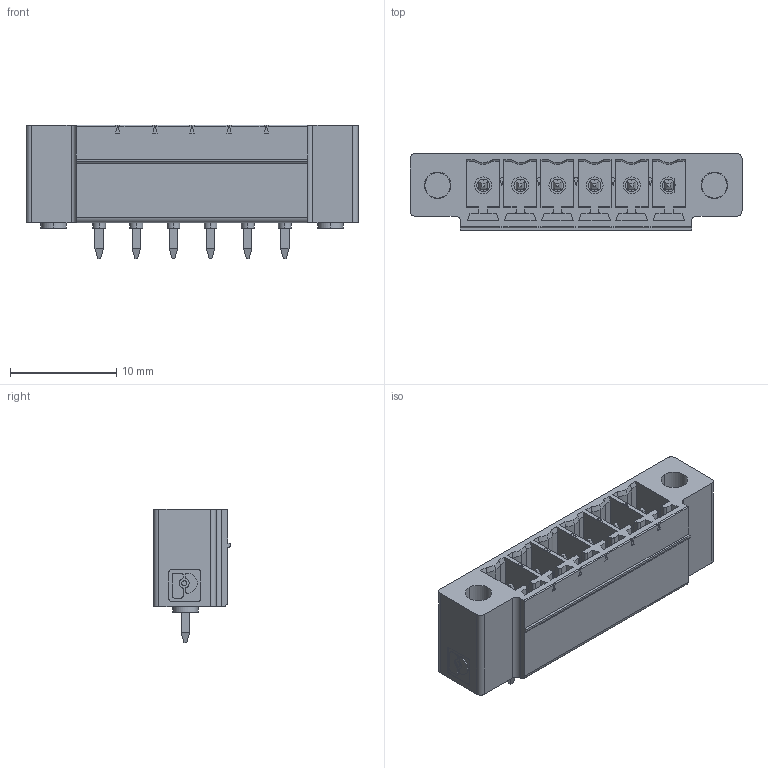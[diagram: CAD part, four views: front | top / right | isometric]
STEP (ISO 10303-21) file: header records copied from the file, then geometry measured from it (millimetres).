
FILE_DESCRIPTION(('FreeCAD Model'),'2;1');
FILE_NAME('mcv_1.5-6-gf-3.5.step','2017-10-30T11:38:31', ('kicad StepUp'),('ksu MCAD'),'Open CASCADE STEP processor 7.1', 'FreeCAD','Unknown');
FILE_SCHEMA(('AUTOMOTIVE_DESIGN_CC2 { 1 2 10303 214 -1 1 5 4 }'));
Length unit declared in the file: millimetre
Products named in the file (2): ASSEMBLY; mcv_1.5-6-gf-3.5
Assembly tree (1 placements, depth 2):
  ASSEMBLY
    mcv_1.5-6-gf-3.5
Bounding box: 31.3 x 7.25 x 12.6 mm (x, y, z)
Volume: 1267.8 mm3; surface area: 2318.7 mm2
Topology: 1 solids, 1 shells, 452 faces, 1137 edges, 728 vertices
Faces by surface type: plane 343, cylinder 97, cone 12
Entity records: 16668 total; most frequent: CARTESIAN_POINT 2463, ORIENTED_EDGE 2274, DIRECTION 2255, EDGE_CURVE 1137, LINE 903, VECTOR 903, VERTEX_POINT 728, AXIS2_PLACEMENT_3D 676
